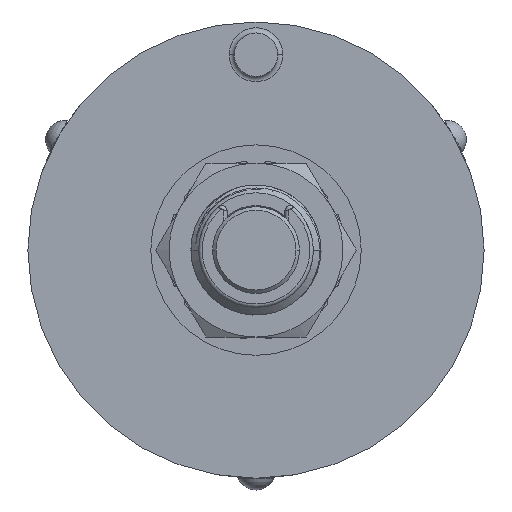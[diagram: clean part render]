
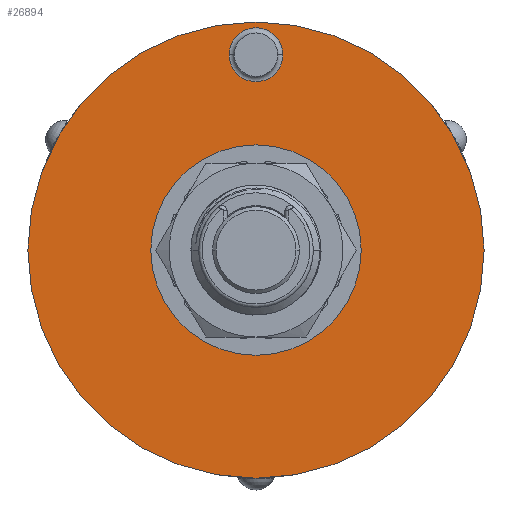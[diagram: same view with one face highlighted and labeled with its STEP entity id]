
A CAD part, front view. The second image highlights one B-rep face of the part: STEP entity #26894.
In plain terms, the highlighted planar face has unit normal (0, -1, 0).
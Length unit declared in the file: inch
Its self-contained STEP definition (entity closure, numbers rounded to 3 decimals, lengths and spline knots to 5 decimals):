
#4491=CARTESIAN_POINT('',(0.,0.,0.));
#4492=DIRECTION('',(0.,1.,0.));
#4493=DIRECTION('',(1.,0.,0.));
#4494=AXIS2_PLACEMENT_3D('',#4491,#4492,#4493);
#4500=CARTESIAN_POINT('',(0.,0.,0.));
#4501=DIRECTION('',(0.,-1.,0.));
#4502=DIRECTION('',(1.,0.,0.));
#4503=AXIS2_PLACEMENT_3D('',#4500,#4501,#4502);
#4509=CARTESIAN_POINT('',(0.,0.,0.562));
#4510=DIRECTION('',(0.,-1.,0.));
#4511=DIRECTION('',(-1.,0.,0.));
#4512=AXIS2_PLACEMENT_3D('',#4509,#4510,#4511);
#4514=CARTESIAN_POINT('',(0.,0.,0.562));
#4515=DIRECTION('',(0.,-1.,0.));
#4516=DIRECTION('',(1.,0.,0.));
#4517=AXIS2_PLACEMENT_3D('',#4514,#4515,#4516);
#4519=CARTESIAN_POINT('',(0.,0.,0.));
#4520=DIRECTION('',(0.,1.,0.));
#4521=DIRECTION('',(-1.,0.,0.));
#4522=AXIS2_PLACEMENT_3D('',#4519,#4520,#4521);
#4532=CARTESIAN_POINT('',(0.,0.,0.));
#4533=DIRECTION('',(0.,-1.,0.));
#4534=DIRECTION('',(-1.,0.,0.));
#4535=AXIS2_PLACEMENT_3D('',#4532,#4533,#4534);
#18590=CARTESIAN_POINT('',(0.656,0.,0.));
#18592=VERTEX_POINT('',#18590);
#18594=CARTESIAN_POINT('',(-0.656,0.,0.));
#18596=VERTEX_POINT('',#18594);
#18606=CARTESIAN_POINT('',(-0.0775,0.,0.562));
#18607=CARTESIAN_POINT('',(0.0775,0.,0.562));
#18608=VERTEX_POINT('',#18606);
#18609=VERTEX_POINT('',#18607);
#18618=CARTESIAN_POINT('',(-0.2705,0.,0.));
#18620=VERTEX_POINT('',#18618);
#18622=CARTESIAN_POINT('',(0.2705,0.,0.));
#18624=VERTEX_POINT('',#18622);
#26873=CARTESIAN_POINT('',(0.,0.,0.));
#26874=DIRECTION('',(0.,1.,0.));
#26875=DIRECTION('',(1.,0.,0.));
#26876=AXIS2_PLACEMENT_3D('',#26873,#26874,#26875);
#26877=PLANE('',#26876);
#26878=ORIENTED_EDGE('',*,*,#26854,.F.);
#26879=ORIENTED_EDGE('',*,*,#26837,.T.);
#26880=EDGE_LOOP('',(#26878,#26879));
#26881=FACE_OUTER_BOUND('',#26880,.F.);
#26883=ORIENTED_EDGE('',*,*,#26882,.F.);
#26885=ORIENTED_EDGE('',*,*,#26884,.T.);
#26886=EDGE_LOOP('',(#26883,#26885));
#26887=FACE_BOUND('',#26886,.F.);
#26889=ORIENTED_EDGE('',*,*,#26888,.T.);
#26891=ORIENTED_EDGE('',*,*,#26890,.T.);
#26892=EDGE_LOOP('',(#26889,#26891));
#26893=FACE_BOUND('',#26892,.F.);
#26894=ADVANCED_FACE('',(#26881,#26887,#26893),#26877,.F.);
#4495=CIRCLE('',#4494,0.656);
#4504=CIRCLE('',#4503,0.656);
#4513=CIRCLE('',#4512,0.0775);
#4518=CIRCLE('',#4517,0.0775);
#4523=CIRCLE('',#4522,0.2705);
#4536=CIRCLE('',#4535,0.2705);
#26837=EDGE_CURVE('',#18592,#18596,#4495,.T.);
#26854=EDGE_CURVE('',#18592,#18596,#4504,.T.);
#26882=EDGE_CURVE('',#18620,#18624,#4523,.T.);
#26884=EDGE_CURVE('',#18620,#18624,#4536,.T.);
#26888=EDGE_CURVE('',#18608,#18609,#4513,.T.);
#26890=EDGE_CURVE('',#18609,#18608,#4518,.T.);
